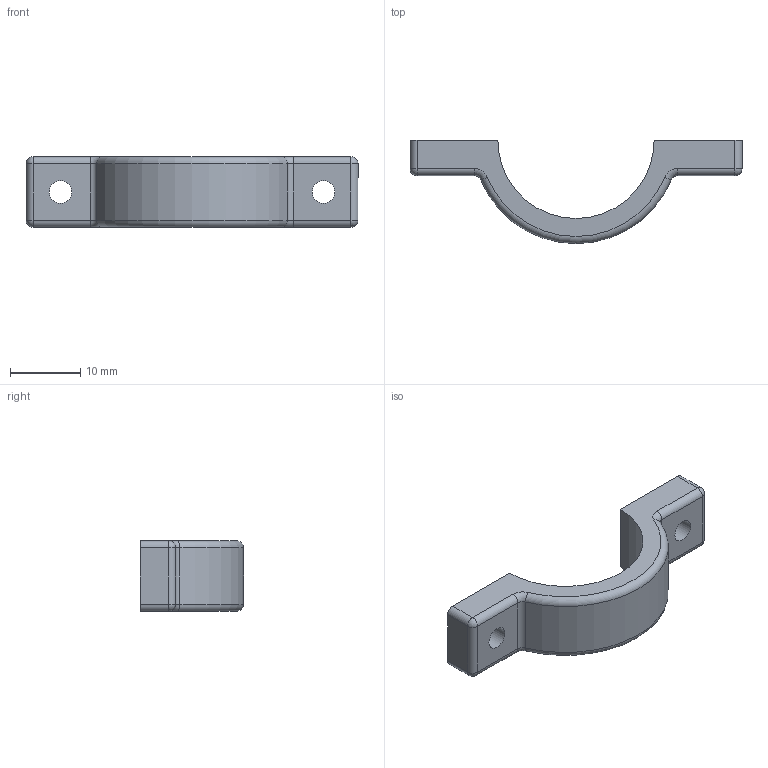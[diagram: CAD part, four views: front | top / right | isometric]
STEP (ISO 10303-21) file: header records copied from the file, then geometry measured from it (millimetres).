
FILE_DESCRIPTION (( 'STEP AP214' ), '1' );
FILE_NAME ('clamp.STEP', '2024-09-29T17:22:11', ( '' ), ( '' ), 'SwSTEP 2.0', 'SolidWorks 2024', '' );
FILE_SCHEMA (( 'AUTOMOTIVE_DESIGN' ));
Length unit declared in the file: millimetre
Products named in the file (1): clamp
Bounding box: 47.23 x 14.67 x 10 mm (x, y, z)
Volume: 2253 mm3; surface area: 1726.4 mm2
Topology: 1 solids, 1 shells, 34 faces, 80 edges, 44 vertices
Faces by surface type: cylinder 16, plane 8, torus 6, sphere 4
Full cylindrical faces by diameter (mm): 3.2 x2
Entity records: 963 total; most frequent: DIRECTION 186, CARTESIAN_POINT 153, ORIENTED_EDGE 148, AXIS2_PLACEMENT_3D 77, EDGE_CURVE 74, VERTEX_POINT 44, CIRCLE 42, EDGE_LOOP 40
